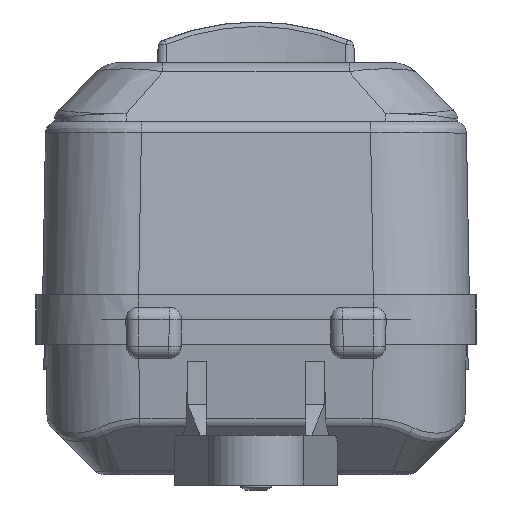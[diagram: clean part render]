
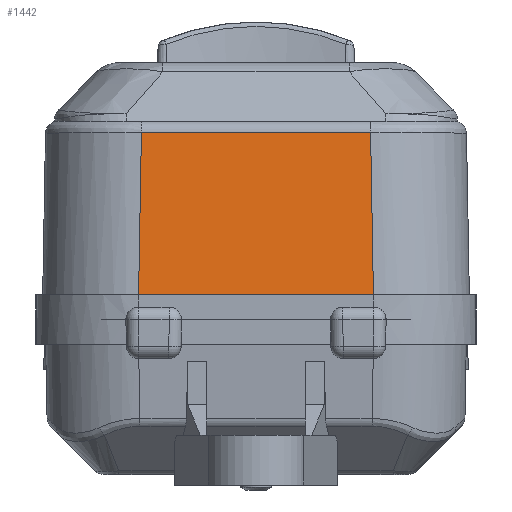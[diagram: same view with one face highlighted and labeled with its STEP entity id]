
A CAD part, left-side view. The second image highlights one B-rep face of the part: STEP entity #1442.
In plain terms, the highlighted planar face has unit normal (-0.996, 0, 0.087).
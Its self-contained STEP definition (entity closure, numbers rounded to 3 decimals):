
#1442 = ADVANCED_FACE( '', ( #3547 ), #3548, .T. );
#3547 = FACE_OUTER_BOUND( '', #7905, .T. );
#3548 = PLANE( '', #7906 );
#7905 = EDGE_LOOP( '', ( #15234, #15235, #15236, #15237, #15238, #15239 ) );
#7906 = AXIS2_PLACEMENT_3D( '', #15240, #15241, #15242 );
#15234 = ORIENTED_EDGE( '', *, *, #23034, .T. );
#15235 = ORIENTED_EDGE( '', *, *, #23035, .T. );
#15236 = ORIENTED_EDGE( '', *, *, #23036, .T. );
#15237 = ORIENTED_EDGE( '', *, *, #23037, .T. );
#15238 = ORIENTED_EDGE( '', *, *, #22516, .F. );
#15239 = ORIENTED_EDGE( '', *, *, #21778, .T. );
#15240 = CARTESIAN_POINT( '', ( -222.5, -35., 29. ) );
#15241 = DIRECTION( '', ( -0.996, 0., 0.087 ) );
#15242 = DIRECTION( '', ( 0., 1., 0. ) );
#21778 = EDGE_CURVE( '', #25063, #25064, #25065, .T. );
#22516 = EDGE_CURVE( '', #25063, #26351, #26352, .T. );
#23034 = EDGE_CURVE( '', #25064, #25819, #27197, .T. );
#23035 = EDGE_CURVE( '', #25819, #25619, #27198, .T. );
#23036 = EDGE_CURVE( '', #25619, #27199, #27200, .T. );
#23037 = EDGE_CURVE( '', #27199, #26351, #27201, .T. );
#25063 = VERTEX_POINT( '', #30010 );
#25064 = VERTEX_POINT( '', #30011 );
#25065 = ELLIPSE( '', #30012, 177.87, 15.5 );
#25619 = VERTEX_POINT( '', #30965 );
#25819 = VERTEX_POINT( '', #31341 );
#26351 = VERTEX_POINT( '', #32515 );
#26352 = LINE( '', #32516, #32517 );
#27197 = LINE( '', #34170, #34171 );
#27198 = LINE( '', #34172, #34173 );
#27199 = VERTEX_POINT( '', #34174 );
#27200 = LINE( '', #34175, #34176 );
#27201 = ELLIPSE( '', #34177, 177.87, 15.5 );
#30010 = CARTESIAN_POINT( '', ( -222.5, -18.928, 29. ) );
#30011 = CARTESIAN_POINT( '', ( -222.5, -18.951, 29. ) );
#30012 = AXIS2_PLACEMENT_3D( '', #39667, #39668, #39669 );
#30965 = CARTESIAN_POINT( '', ( -220.21, 18.495, 55.174 ) );
#31341 = CARTESIAN_POINT( '', ( -220.21, -18.495, 55.174 ) );
#32515 = CARTESIAN_POINT( '', ( -222.5, 18.928, 29. ) );
#32516 = CARTESIAN_POINT( '', ( -222.5, 34.5, 29. ) );
#32517 = VECTOR( '', #40434, 1000. );
#34170 = CARTESIAN_POINT( '', ( -222.524, -18.956, 28.722 ) );
#34171 = VECTOR( '', #40983, 1000. );
#34172 = CARTESIAN_POINT( '', ( -220.21, -35., 55.174 ) );
#34173 = VECTOR( '', #40984, 1000. );
#34174 = CARTESIAN_POINT( '', ( -222.5, 18.951, 29. ) );
#34175 = CARTESIAN_POINT( '', ( -222.418, 18.935, 29.934 ) );
#34176 = VECTOR( '', #40985, 1000. );
#34177 = AXIS2_PLACEMENT_3D( '', #40986, #40987, #40988 );
#39667 = CARTESIAN_POINT( '', ( -207., -15.835, 206.166 ) );
#39668 = DIRECTION( '', ( -0.996, 0., 0.087 ) );
#39669 = DIRECTION( '', ( -0.087, -0.018, -0.996 ) );
#40434 = DIRECTION( '', ( 0., 1., 0. ) );
#40983 = DIRECTION( '', ( 0.087, 0.017, 0.996 ) );
#40984 = DIRECTION( '', ( 0., 1., 0. ) );
#40985 = DIRECTION( '', ( -0.087, 0.017, -0.996 ) );
#40986 = CARTESIAN_POINT( '', ( -207., 15.835, 206.166 ) );
#40987 = DIRECTION( '', ( -0.996, 0., 0.087 ) );
#40988 = DIRECTION( '', ( -0.087, 0.018, -0.996 ) );
